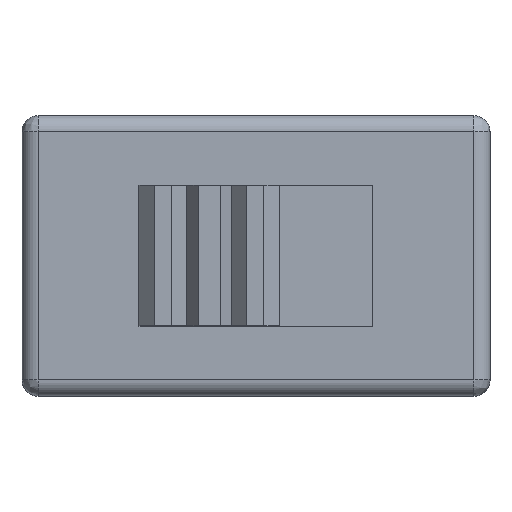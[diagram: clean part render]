
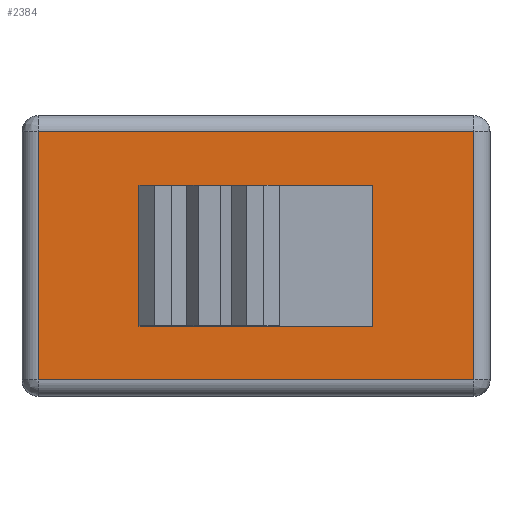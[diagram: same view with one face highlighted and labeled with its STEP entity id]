
A CAD part, top view. The second image highlights one B-rep face of the part: STEP entity #2384.
In plain terms, the highlighted planar face has unit normal (0, 0, 1).
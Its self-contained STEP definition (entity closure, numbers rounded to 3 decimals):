
#5 = CARTESIAN_POINT ( 'NONE',  ( 11.05, 5.65, 3.5 ) ) ;
#22 = CARTESIAN_POINT ( 'NONE',  ( 0.35, 0.35, 3.5 ) ) ;
#34 = VERTEX_POINT ( 'NONE', #2890 ) ;
#97 = CARTESIAN_POINT ( 'NONE',  ( 7.5, 0., 3.5 ) ) ;
#132 = VECTOR ( 'NONE', #2063, 1000. ) ;
#246 = LINE ( 'NONE', #2946, #1674 ) ;
#321 = ORIENTED_EDGE ( 'NONE', *, *, #3292, .T. ) ;
#336 = DIRECTION ( 'NONE',  ( 0., 0., 1. ) ) ;
#344 = AXIS2_PLACEMENT_3D ( 'NONE', #1996, #336, #2305 ) ;
#355 = EDGE_CURVE ( 'NONE', #902, #3402, #3931, .T. ) ;
#414 = EDGE_CURVE ( 'NONE', #902, #1831, #2261, .T. ) ;
#423 = DIRECTION ( 'NONE',  ( 0., -1., 0. ) ) ;
#454 = ORIENTED_EDGE ( 'NONE', *, *, #4147, .T. ) ;
#463 = VERTEX_POINT ( 'NONE', #3627 ) ;
#619 = FACE_OUTER_BOUND ( 'NONE', #2228, .T. ) ;
#902 = VERTEX_POINT ( 'NONE', #1314 ) ;
#915 = CARTESIAN_POINT ( 'NONE',  ( 0.35, 0., 3.5 ) ) ;
#942 = LINE ( 'NONE', #4351, #3498 ) ;
#943 = ORIENTED_EDGE ( 'NONE', *, *, #414, .T. ) ;
#967 = VECTOR ( 'NONE', #2618, 1000. ) ;
#1013 = VECTOR ( 'NONE', #1173, 1000. ) ;
#1173 = DIRECTION ( 'NONE',  ( 0., -1., 0. ) ) ;
#1229 = CARTESIAN_POINT ( 'NONE',  ( 9.65, 5.65, 3.5 ) ) ;
#1255 = VERTEX_POINT ( 'NONE', #3658 ) ;
#1304 = CARTESIAN_POINT ( 'NONE',  ( 2.5, 4.5, 3.5 ) ) ;
#1307 = CARTESIAN_POINT ( 'NONE',  ( 2.5, 1.5, 3.5 ) ) ;
#1314 = CARTESIAN_POINT ( 'NONE',  ( 9.65, 0.35, 3.5 ) ) ;
#1431 = VECTOR ( 'NONE', #1913, 1000. ) ;
#1561 = EDGE_CURVE ( 'NONE', #3433, #1680, #2170, .T. ) ;
#1576 = EDGE_CURVE ( 'NONE', #463, #3402, #2862, .T. ) ;
#1596 = CARTESIAN_POINT ( 'NONE',  ( 7.5, 4.5, 3.5 ) ) ;
#1674 = VECTOR ( 'NONE', #1949, 1000. ) ;
#1680 = VERTEX_POINT ( 'NONE', #1307 ) ;
#1831 = VERTEX_POINT ( 'NONE', #1229 ) ;
#1901 = LINE ( 'NONE', #4006, #3610 ) ;
#1913 = DIRECTION ( 'NONE',  ( -1., 0., 0. ) ) ;
#1949 = DIRECTION ( 'NONE',  ( 0., 1., 0. ) ) ;
#1996 = CARTESIAN_POINT ( 'NONE',  ( 0., 0., 3.5 ) ) ;
#2063 = DIRECTION ( 'NONE',  ( 1., 0., 0. ) ) ;
#2103 = CARTESIAN_POINT ( 'NONE',  ( 5.5, 1.5, 3.5 ) ) ;
#2170 = LINE ( 'NONE', #2192, #1431 ) ;
#2192 = CARTESIAN_POINT ( 'NONE',  ( 0., 1.5, 3.5 ) ) ;
#2201 = EDGE_LOOP ( 'NONE', ( #3309, #321, #2343, #3643, #454, #2485 ) ) ;
#2228 = EDGE_LOOP ( 'NONE', ( #3950, #4124, #4060, #943 ) ) ;
#2261 = LINE ( 'NONE', #2621, #2477 ) ;
#2303 = DIRECTION ( 'NONE',  ( -1., 0., 0. ) ) ;
#2305 = DIRECTION ( 'NONE',  ( 1., 0., 0. ) ) ;
#2343 = ORIENTED_EDGE ( 'NONE', *, *, #2610, .T. ) ;
#2384 = ADVANCED_FACE ( 'NONE', ( #4080, #619 ), #3016, .T. ) ;
#2465 = EDGE_CURVE ( 'NONE', #463, #1831, #3359, .T. ) ;
#2477 = VECTOR ( 'NONE', #3333, 1000. ) ;
#2485 = ORIENTED_EDGE ( 'NONE', *, *, #3758, .T. ) ;
#2570 = LINE ( 'NONE', #3216, #967 ) ;
#2610 = EDGE_CURVE ( 'NONE', #3123, #34, #1901, .T. ) ;
#2618 = DIRECTION ( 'NONE',  ( 1., 0., 0. ) ) ;
#2621 = CARTESIAN_POINT ( 'NONE',  ( 9.65, 0., 3.5 ) ) ;
#2862 = LINE ( 'NONE', #915, #1013 ) ;
#2890 = CARTESIAN_POINT ( 'NONE',  ( 5.5, 4.5, 3.5 ) ) ;
#2897 = VECTOR ( 'NONE', #2303, 1000. ) ;
#2946 = CARTESIAN_POINT ( 'NONE',  ( 2.5, 0., 3.5 ) ) ;
#3003 = DIRECTION ( 'NONE',  ( -1., 0., 0. ) ) ;
#3016 = PLANE ( 'NONE',  #344 ) ;
#3050 = VERTEX_POINT ( 'NONE', #1596 ) ;
#3123 = VERTEX_POINT ( 'NONE', #1304 ) ;
#3216 = CARTESIAN_POINT ( 'NONE',  ( 0., 4.5, 3.5 ) ) ;
#3225 = EDGE_CURVE ( 'NONE', #34, #3050, #2570, .T. ) ;
#3292 = EDGE_CURVE ( 'NONE', #1680, #3123, #246, .T. ) ;
#3309 = ORIENTED_EDGE ( 'NONE', *, *, #1561, .T. ) ;
#3333 = DIRECTION ( 'NONE',  ( 0., 1., 0. ) ) ;
#3359 = LINE ( 'NONE', #5, #132 ) ;
#3402 = VERTEX_POINT ( 'NONE', #22 ) ;
#3433 = VERTEX_POINT ( 'NONE', #2103 ) ;
#3498 = VECTOR ( 'NONE', #3003, 1000. ) ;
#3560 = VECTOR ( 'NONE', #423, 1000. ) ;
#3582 = CARTESIAN_POINT ( 'NONE',  ( -1.05, 0.35, 3.5 ) ) ;
#3610 = VECTOR ( 'NONE', #3880, 1000. ) ;
#3627 = CARTESIAN_POINT ( 'NONE',  ( 0.35, 5.65, 3.5 ) ) ;
#3643 = ORIENTED_EDGE ( 'NONE', *, *, #3225, .T. ) ;
#3658 = CARTESIAN_POINT ( 'NONE',  ( 7.5, 1.5, 3.5 ) ) ;
#3758 = EDGE_CURVE ( 'NONE', #1255, #3433, #942, .T. ) ;
#3820 = LINE ( 'NONE', #97, #3560 ) ;
#3880 = DIRECTION ( 'NONE',  ( 1., 0., 0. ) ) ;
#3931 = LINE ( 'NONE', #3582, #2897 ) ;
#3950 = ORIENTED_EDGE ( 'NONE', *, *, #2465, .F. ) ;
#4006 = CARTESIAN_POINT ( 'NONE',  ( 0., 4.5, 3.5 ) ) ;
#4060 = ORIENTED_EDGE ( 'NONE', *, *, #355, .F. ) ;
#4080 = FACE_BOUND ( 'NONE', #2201, .T. ) ;
#4124 = ORIENTED_EDGE ( 'NONE', *, *, #1576, .T. ) ;
#4147 = EDGE_CURVE ( 'NONE', #3050, #1255, #3820, .T. ) ;
#4351 = CARTESIAN_POINT ( 'NONE',  ( 0., 1.5, 3.5 ) ) ;
